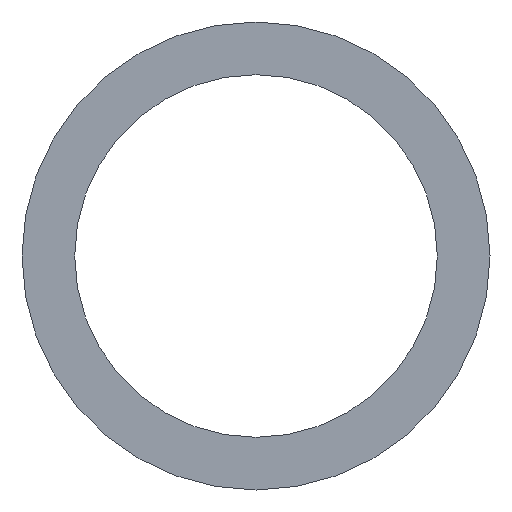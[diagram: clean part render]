
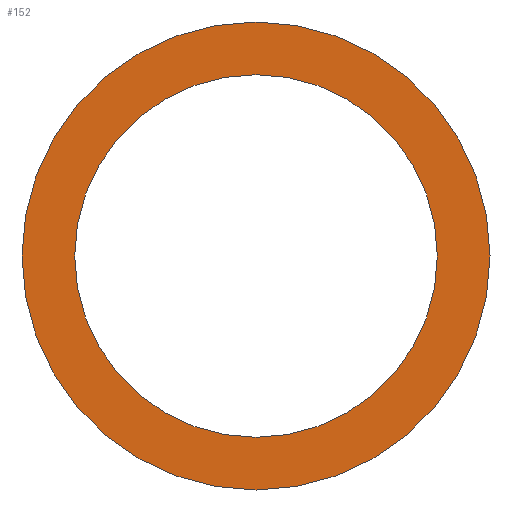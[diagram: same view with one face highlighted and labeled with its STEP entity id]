
A CAD part, left-side view. The second image highlights one B-rep face of the part: STEP entity #152.
In plain terms, the highlighted planar face has unit normal (-1, 0, 0).
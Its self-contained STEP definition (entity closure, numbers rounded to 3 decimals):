
#78 = VERTEX_POINT( '', #190 );
#88 = VERTEX_POINT( '', #200 );
#98 = VERTEX_POINT( '', #212 );
#102 = EDGE_CURVE( '', #88, #98, #216, .T. );
#126 = EDGE_CURVE( '', #98, #88, #247, .T. );
#140 = EDGE_CURVE( '', #164, #78, #262, .T. );
#152 = ADVANCED_FACE( '', ( #276, #277 ), #278, .T. );
#164 = VERTEX_POINT( '', #290 );
#166 = EDGE_CURVE( '', #78, #164, #292, .T. );
#190 = CARTESIAN_POINT( '', ( -150., -166.6, 0. ) );
#200 = CARTESIAN_POINT( '', ( -150., -215., 0. ) );
#212 = CARTESIAN_POINT( '', ( -150., 215., 0. ) );
#216 = CIRCLE( '', #344, 215. );
#247 = CIRCLE( '', #379, 215. );
#262 = CIRCLE( '', #400, 166.6 );
#276 = FACE_BOUND( '', #415, .T. );
#277 = FACE_OUTER_BOUND( '', #416, .T. );
#278 = PLANE( '', #417 );
#290 = CARTESIAN_POINT( '', ( -150., 166.6, 0. ) );
#292 = CIRCLE( '', #437, 166.6 );
#344 = AXIS2_PLACEMENT_3D( '', #464, #465, #466 );
#379 = AXIS2_PLACEMENT_3D( '', #519, #520, #521 );
#400 = AXIS2_PLACEMENT_3D( '', #535, #536, #537 );
#415 = EDGE_LOOP( '', ( #558, #559 ) );
#416 = EDGE_LOOP( '', ( #560, #561 ) );
#417 = AXIS2_PLACEMENT_3D( '', #562, #563, #564 );
#437 = AXIS2_PLACEMENT_3D( '', #575, #576, #577 );
#464 = CARTESIAN_POINT( '', ( -150., 0., 0. ) );
#465 = DIRECTION( '', ( -1., 0., 0. ) );
#466 = DIRECTION( '', ( 0., 1., 0. ) );
#519 = CARTESIAN_POINT( '', ( -150., 0., 0. ) );
#520 = DIRECTION( '', ( -1., 0., 0. ) );
#521 = DIRECTION( '', ( 0., 1., 0. ) );
#535 = CARTESIAN_POINT( '', ( -150., 0., 0. ) );
#536 = DIRECTION( '', ( -1., 0., 0. ) );
#537 = DIRECTION( '', ( 0., 1., 0. ) );
#558 = ORIENTED_EDGE( '', *, *, #140, .F. );
#559 = ORIENTED_EDGE( '', *, *, #166, .F. );
#560 = ORIENTED_EDGE( '', *, *, #126, .T. );
#561 = ORIENTED_EDGE( '', *, *, #102, .T. );
#562 = CARTESIAN_POINT( '', ( -150., 190.8, 0. ) );
#563 = DIRECTION( '', ( -1., 0., 0. ) );
#564 = DIRECTION( '', ( 0., 1., 0. ) );
#575 = CARTESIAN_POINT( '', ( -150., 0., 0. ) );
#576 = DIRECTION( '', ( -1., 0., 0. ) );
#577 = DIRECTION( '', ( 0., 1., 0. ) );
